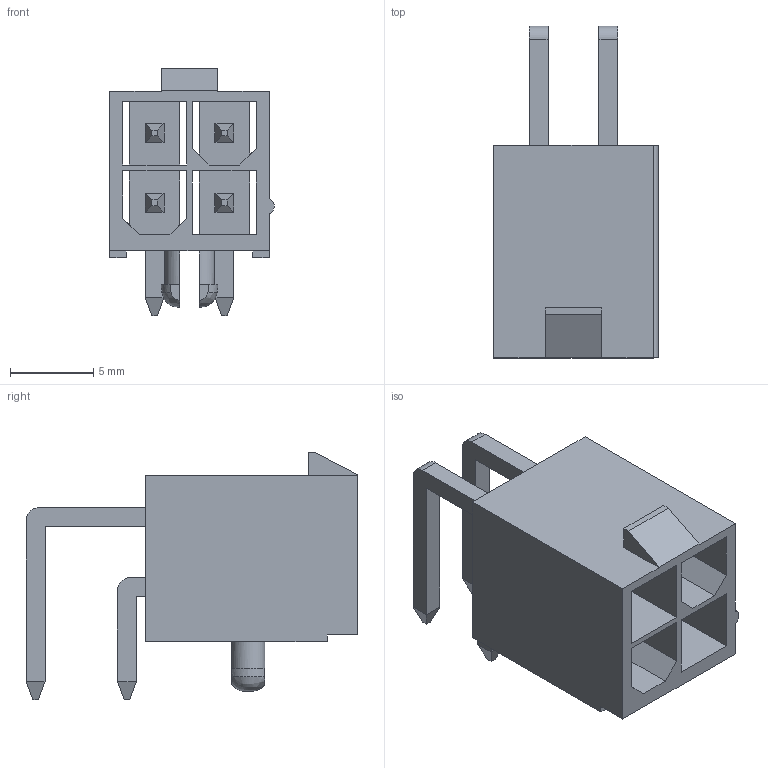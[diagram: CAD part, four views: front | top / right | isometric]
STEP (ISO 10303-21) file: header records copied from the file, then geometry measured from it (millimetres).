
FILE_DESCRIPTION(/* description */ ('Unknown'),/* implementation_level */ '2;1');
FILE_NAME(/* name */ '649004227222',/* time_stamp */ '2019-08-14T15:31:35+02:00',/* author */ ('Unknown'),/* organization */ ('Unknown'),/* preprocessor_version */ 'ST-DEVELOPER v16.7',/* originating_system */ 'DEX',/* authorisation */ $);
FILE_SCHEMA (('AUTOMOTIVE_DESIGN {1 0 10303 214 3 1 1}'));
Length unit declared in the file: millimetre
Products named in the file (4): 6490xx227222; 649004227222; 6490xx227222_PIN; 6490xx227222_PIN_BIS
Assembly tree (5 placements, depth 2):
  6490xx227222
    649004227222
    6490xx227222_PIN  x2
    6490xx227222_PIN_BIS  x2
Bounding box: 9.9 x 19.97 x 14.9 mm (x, y, z)
Volume: 697.6 mm3; surface area: 1939.4 mm2
Topology: 5 solids, 5 shells, 177 faces, 449 edges, 282 vertices
Faces by surface type: plane 164, cylinder 7, bspline 6
Entity records: 4631 total; most frequent: CARTESIAN_POINT 1026, ORIENTED_EDGE 750, DIRECTION 645, EDGE_CURVE 375, LINE 343, VECTOR 343, VERTEX_POINT 238, EDGE_LOOP 167
